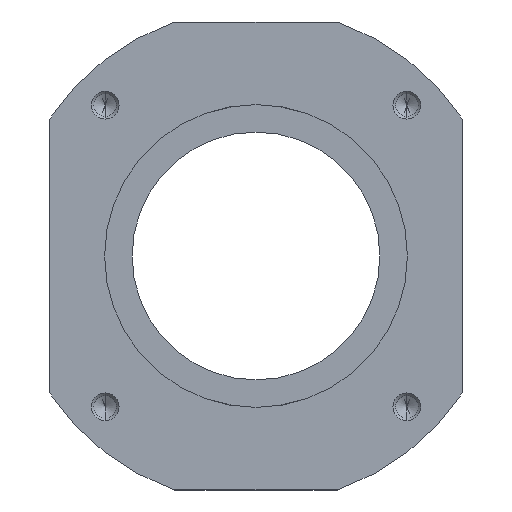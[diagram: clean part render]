
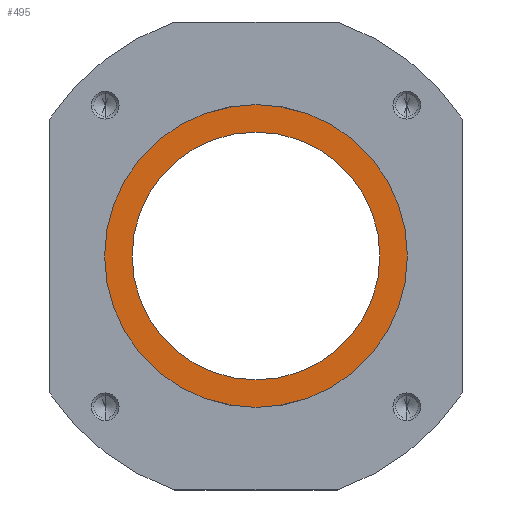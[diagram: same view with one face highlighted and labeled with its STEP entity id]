
A CAD part, front view. The second image highlights one B-rep face of the part: STEP entity #495.
In plain terms, the highlighted planar face has unit normal (0, -1, 0).
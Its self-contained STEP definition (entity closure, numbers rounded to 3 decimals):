
#18 = DIRECTION ( 'NONE',  ( 0., 0., -1. ) ) ;
#22 = CIRCLE ( 'NONE', #506, 18. ) ;
#25 = EDGE_CURVE ( 'NONE', #294, #192, #370, .T. ) ;
#39 = EDGE_CURVE ( 'NONE', #361, #1087, #850, .T. ) ;
#102 = FACE_BOUND ( 'NONE', #539, .T. ) ;
#104 = CARTESIAN_POINT ( 'NONE',  ( 0., 10., 0. ) ) ;
#160 = CARTESIAN_POINT ( 'NONE',  ( 0., 10., 0. ) ) ;
#192 = VERTEX_POINT ( 'NONE', #778 ) ;
#233 = DIRECTION ( 'NONE',  ( 0., 0., 1. ) ) ;
#294 = VERTEX_POINT ( 'NONE', #700 ) ;
#339 = DIRECTION ( 'NONE',  ( 0., -1., 0. ) ) ;
#361 = VERTEX_POINT ( 'NONE', #1514 ) ;
#370 = CIRCLE ( 'NONE', #1641, 18. ) ;
#400 = ORIENTED_EDGE ( 'NONE', *, *, #25, .F. ) ;
#470 = DIRECTION ( 'NONE',  ( 0., -1., 0. ) ) ;
#495 = ADVANCED_FACE ( 'NONE', ( #102, #910 ), #498, .F. ) ;
#498 = PLANE ( 'NONE',  #607 ) ;
#506 = AXIS2_PLACEMENT_3D ( 'NONE', #1302, #1168, #18 ) ;
#539 = EDGE_LOOP ( 'NONE', ( #782, #400 ) ) ;
#542 = ORIENTED_EDGE ( 'NONE', *, *, #702, .T. ) ;
#558 = AXIS2_PLACEMENT_3D ( 'NONE', #160, #1183, #1172 ) ;
#607 = AXIS2_PLACEMENT_3D ( 'NONE', #874, #775, #233 ) ;
#700 = CARTESIAN_POINT ( 'NONE',  ( 0., 10., 18. ) ) ;
#702 = EDGE_CURVE ( 'NONE', #1087, #361, #1673, .T. ) ;
#743 = CARTESIAN_POINT ( 'NONE',  ( 0., 10., 22. ) ) ;
#775 = DIRECTION ( 'NONE',  ( 0., 1., 0. ) ) ;
#778 = CARTESIAN_POINT ( 'NONE',  ( 0., 10., -18. ) ) ;
#782 = ORIENTED_EDGE ( 'NONE', *, *, #965, .F. ) ;
#850 = CIRCLE ( 'NONE', #1042, 22. ) ;
#856 = DIRECTION ( 'NONE',  ( 0., 0., -1. ) ) ;
#874 = CARTESIAN_POINT ( 'NONE',  ( -22., 10., 0. ) ) ;
#910 = FACE_OUTER_BOUND ( 'NONE', #1541, .T. ) ;
#914 = ORIENTED_EDGE ( 'NONE', *, *, #39, .T. ) ;
#965 = EDGE_CURVE ( 'NONE', #192, #294, #22, .T. ) ;
#993 = DIRECTION ( 'NONE',  ( 0., 0., -1. ) ) ;
#1042 = AXIS2_PLACEMENT_3D ( 'NONE', #104, #339, #993 ) ;
#1087 = VERTEX_POINT ( 'NONE', #743 ) ;
#1168 = DIRECTION ( 'NONE',  ( 0., -1., 0. ) ) ;
#1172 = DIRECTION ( 'NONE',  ( 0., 0., -1. ) ) ;
#1183 = DIRECTION ( 'NONE',  ( 0., -1., 0. ) ) ;
#1302 = CARTESIAN_POINT ( 'NONE',  ( 0., 10., 0. ) ) ;
#1497 = CARTESIAN_POINT ( 'NONE',  ( 0., 10., 0. ) ) ;
#1514 = CARTESIAN_POINT ( 'NONE',  ( 0., 10., -22. ) ) ;
#1541 = EDGE_LOOP ( 'NONE', ( #914, #542 ) ) ;
#1641 = AXIS2_PLACEMENT_3D ( 'NONE', #1497, #470, #856 ) ;
#1673 = CIRCLE ( 'NONE', #558, 22. ) ;
